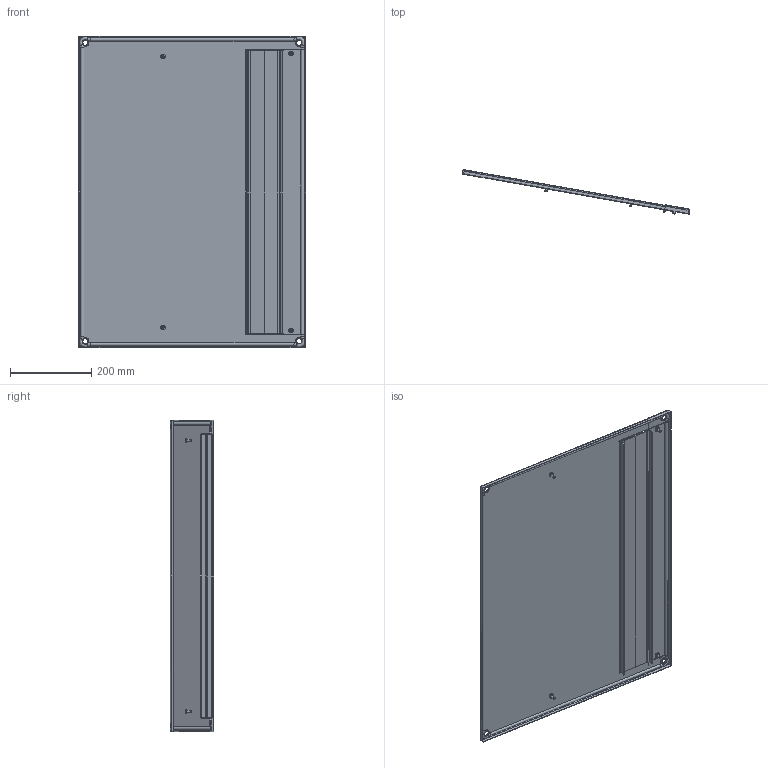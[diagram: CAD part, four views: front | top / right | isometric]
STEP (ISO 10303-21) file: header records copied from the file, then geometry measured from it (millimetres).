
FILE_DESCRIPTION (( 'STEP AP203' ), '1' );
FILE_NAME ('UR55500058060 Ïàíåëü ïîòîëî÷íàÿ ñ ùåòî÷íûì ââîäîì RS52 80.60 (000.801.576-02).STEP', '2022-04-18T06:06:23', ( '' ), ( '' ), 'SwSTEP 2.0', 'SolidWorks 2017', '' );
FILE_SCHEMA (( 'CONFIG_CONTROL_DESIGN' ));
Length unit declared in the file: millimetre
Products named in the file (12): 002-496 _ èçì.1_01 (002-496) 80.00; 000.130.487_80å60; Øïèëüêà çàçåìëåíèÿ CKF CS_Œ6å16; 002-495_80å60; Ñêîò÷ äâóõñòîðîííèé_01 (80.00); UR55500058060 Ïàíåëü ïîòîëî÷íàÿ ñ ùåòî÷íûì ââîäîì RS52 80.60 (000.801.576-02); 044-100 椓襚趌01 (80.00); 000.132.231_80å60; 000.130.488_01 (80.00); ÏÏÓ  000.130.487_80å60; 000.132.232_01; ﾏﾏﾓ 2_01 (80.00)
Assembly tree (16 placements, depth 4):
  UR55500058060 Ïàíåëü ïîòîëî÷íàÿ ñ ùåòî÷íûì ââîäîì RS52 80.60 (000.801.576-02)
    000.130.487_80å60
      ÏÏÓ  000.130.487_80å60
      000.132.231_80å60
        002-495_80å60
        Øïèëüêà çàçåìëåíèÿ CKF CS_Œ6å16  x2
      Ñêîò÷ äâóõñòîðîííèé_01 (80.00)
      044-100 椓襚趌01 (80.00)
    000.130.488_01 (80.00)
      000.132.232_01
        002-496 _ èçì.1_01 (002-496) 80.00
        Øïèëüêà çàçåìëåíèÿ CKF CS_Œ6å16  x2
      ﾏﾏﾓ 2_01 (80.00)
      Ñêîò÷ äâóõñòîðîííèé_01 (80.00)
      044-100 椓襚趌01 (80.00)
Bounding box: 558.77 x 108.05 x 766 mm (x, y, z)
Volume: 877231.7 mm3; surface area: 1150617.8 mm2
Topology: 14 solids, 14 shells, 332 faces, 744 edges, 448 vertices
Faces by surface type: plane 176, cylinder 96, torus 28, cone 24, bspline 8
Entity records: 8529 total; most frequent: CARTESIAN_POINT 1640, DIRECTION 1227, ORIENTED_EDGE 1066, EDGE_CURVE 533, AXIS2_PLACEMENT_3D 451, LINE 325, VECTOR 325, VERTEX_POINT 320
